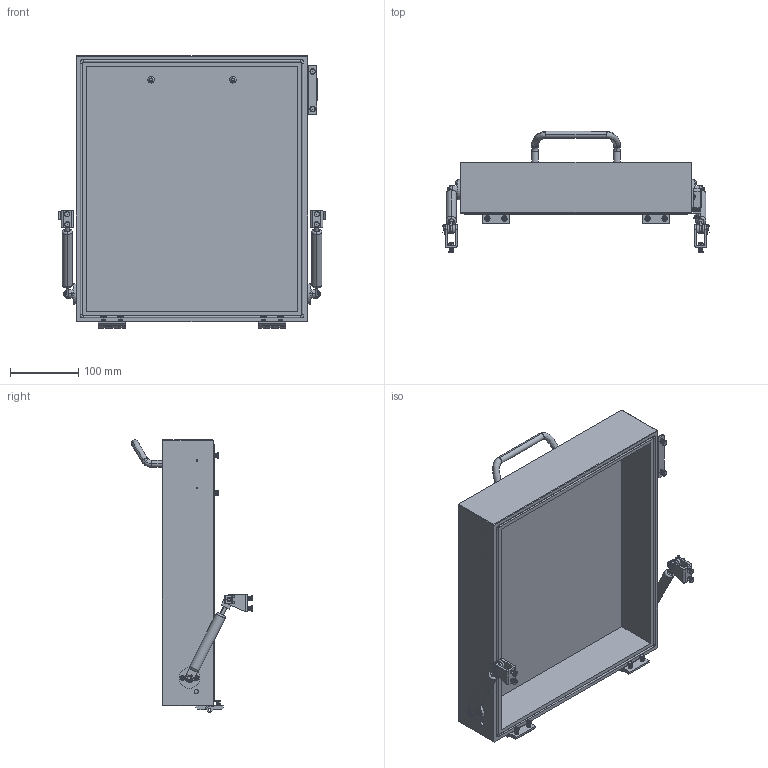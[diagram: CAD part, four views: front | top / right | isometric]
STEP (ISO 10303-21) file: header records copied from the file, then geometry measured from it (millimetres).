
FILE_DESCRIPTION (( 'STEP AP203' ), '1' );
FILE_NAME ('INGUN_17560.STEP', '2023-07-19T12:48:12', ( '' ), ( '' ), 'SwSTEP 2.0', 'SolidWorks 2021', '' );
FILE_SCHEMA (( 'CONFIG_CONTROL_DESIGN' ));
Length unit declared in the file: millimetre
Products named in the file (33): DIN912~n_M04,0x008; 17984_1~2_bearbeitet<Standard>; 16548~0_flexiebel<Standard>; 2348_1~0; DIN125~n_03,2 M03,0; 2348_2~0; 2497-1~0; DIN923~n_M04x04; 8577~1; DIN125~n_04,3 M04,0; DIN7991~n_M04,0x010; 17984~4; 2348_3~0; DIN_6799_-_A2~n_d 5; 15537-1~0; 2348~1_ Verschluss rechts ohne Bolzen<Standard>; 5107~1_VKH-17560<Standard>; 2497-2~0; 17561~5; 2348~1_ Verschluss links ohne Bolzen<Standard>; INGUN_17560; 15536~0_flexibel <Standard>; 15537-2~0; ISO7380~n_M03,0x010; 17053~3; ASR~asr_拱06,2x04x拌12; Gewindebuchse~n_M04-07,5 geschlossen; 35805~0_S; 17984_1~2; ISO7380~n_M04,0x010; ISO7380~n_M05,0x020; ISO7380~n_M04,0x008
Assembly tree (68 placements, depth 3):
  INGUN_17560
    17561~5
    2348~1_ Verschluss rechts ohne Bolzen<Standard>
      2348_3~0
      2348_2~0
    2348~1_ Verschluss links ohne Bolzen<Standard>
      2348_3~0
      2348_1~0
    35805~0_S  x2
    17053~3  x2
    ASR~asr_拱06,2x04x拌12  x4
    8577~1
    17984~4  x2
      17984_1~2
      17984_1~2_bearbeitet<Standard>
    5107~1_VKH-17560<Standard>
    15536~0_flexibel <Standard>
      15537-1~0
      15537-2~0
    16548~0_flexiebel<Standard>
      2497-1~0
      2497-2~0
    16548~0_flexiebel<Standard>
      2497-1~0
      2497-2~0
    Gewindebuchse~n_M04-07,5 geschlossen  x10
    DIN912~n_M04,0x008  x4
    DIN_6799_-_A2~n_d 5  x2
    ISO7380~n_M04,0x010  x4
    DIN923~n_M04x04  x4
    ISO7380~n_M05,0x020  x2
    DIN7991~n_M04,0x010  x4
    ISO7380~n_M04,0x008  x2
    DIN125~n_04,3 M04,0  x2
    ISO7380~n_M03,0x010  x2
    DIN125~n_03,2 M03,0  x2
Bounding box: 392.4 x 177.5 x 399 mm (x, y, z)
Volume: 3364158.4 mm3; surface area: 539786.2 mm2
Topology: 63 solids, 63 shells, 2729 faces, 6448 edges, 4182 vertices
Faces by surface type: plane 1693, cylinder 764, cone 124, torus 102, bspline 46
Entity records: 32429 total; most frequent: CARTESIAN_POINT 6829, DIRECTION 4760, ORIENTED_EDGE 4190, EDGE_CURVE 2095, AXIS2_PLACEMENT_3D 1823, VERTEX_POINT 1346, LINE 1114, VECTOR 1114
